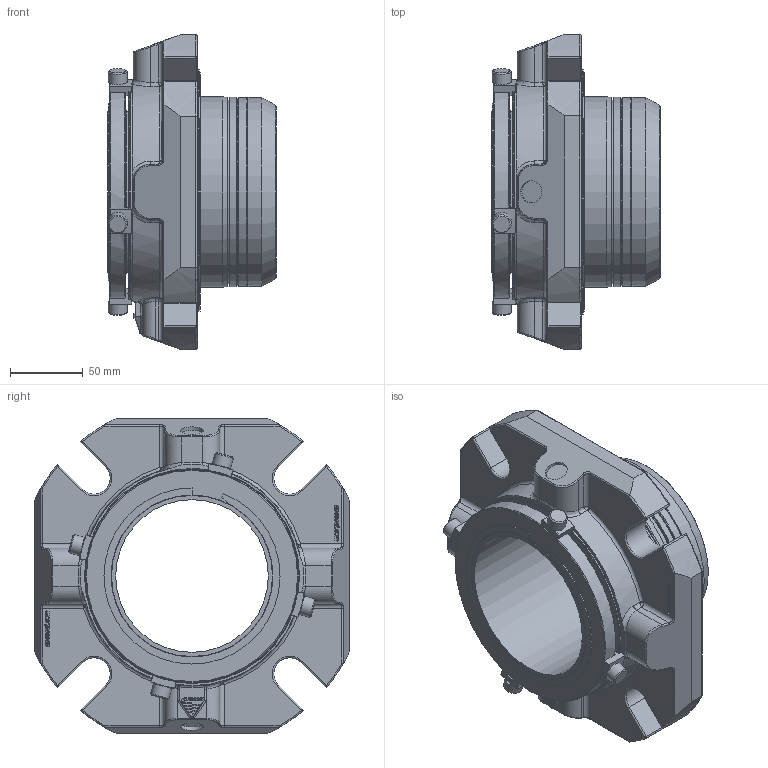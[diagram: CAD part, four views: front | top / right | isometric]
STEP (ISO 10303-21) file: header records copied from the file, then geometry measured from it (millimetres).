
FILE_DESCRIPTION(/* description */ ('Unknown'),/* implementation_level */ '2;1');
FILE_NAME(/* name */ '4.125',/* time_stamp */ '2023-01-31T11:18:18+00:00',/* author */ ('Unknown'),/* organization */ ('Unknown'),/* preprocessor_version */ 'ST-DEVELOPER v16.7',/* originating_system */ 'Solid Edge',/* authorisation */ 'Unknown');
FILE_SCHEMA (('AUTOMOTIVE_DESIGN {1 0 10303 214 3 1 1}'));
Length unit declared in the file: millimetre
Products named in the file (1): 4.125
Bounding box: 115.93 x 216.15 x 216.15 mm (x, y, z)
Volume: 1337254.7 mm3; surface area: 199647.9 mm2
Topology: 1 solids, 1 shells, 994 faces, 2605 edges, 1614 vertices
Faces by surface type: cylinder 322, plane 276, bspline 231, torus 102, cone 37, sphere 26
Full cylindrical faces by diameter (mm): 2.194 x1, 8 x4, 13 x4, 15.342 x2, 104.775 x1, 111.1 x1, 111.938 x1, 126.492 x2, 128.829 x1, 129.794 x2, 130.2 x1, 130.962 x1, 146.05 x2, 147.574 x1, 157.277 x1, 158.75 x1, 162.712 x1, 162.865 x1, 163.22 x1, 163.5 x1, 163.881 x1, 164.135 x1
Entity records: 34979 total; most frequent: CARTESIAN_POINT 12372, ORIENTED_EDGE 4948, DIRECTION 4280, EDGE_CURVE 2474, AXIS2_PLACEMENT_3D 1612, VERTEX_POINT 1582, EDGE_LOOP 1120, FACE_BOUND 1120
